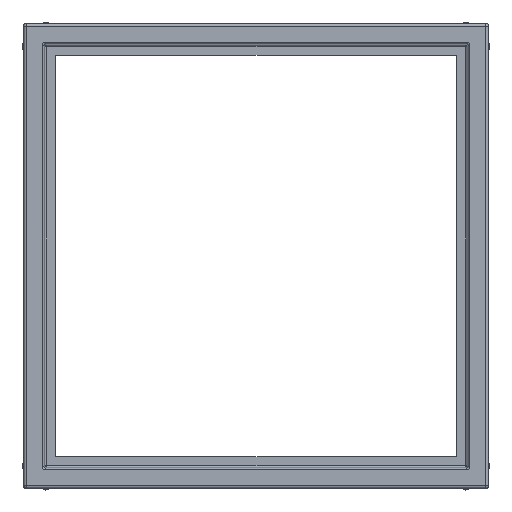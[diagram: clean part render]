
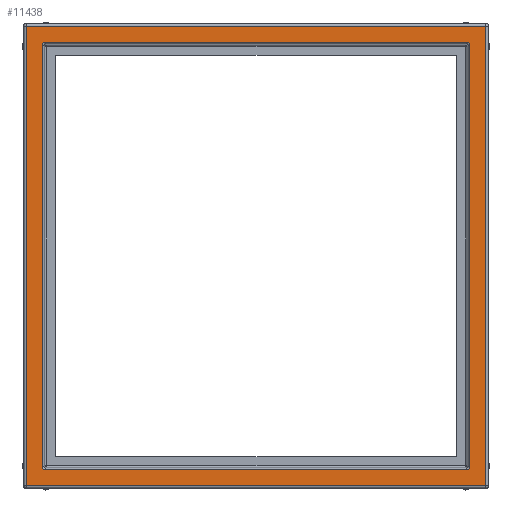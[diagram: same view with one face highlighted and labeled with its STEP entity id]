
A CAD part, top view. The second image highlights one B-rep face of the part: STEP entity #11438.
In plain terms, the highlighted face is planar.
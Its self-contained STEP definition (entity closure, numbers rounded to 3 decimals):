
#285=DIRECTION('',(1.,0.,0.));
#286=VECTOR('',#285,54.881);
#287=CARTESIAN_POINT('',(-27.44,6.2,27.44));
#288=LINE('3260',#287,#286);
#292=DIRECTION('',(0.,0.,1.));
#293=VECTOR('',#292,54.881);
#294=CARTESIAN_POINT('',(-27.44,6.2,-27.44));
#295=LINE('3263',#294,#293);
#299=DIRECTION('',(-1.,0.,0.));
#300=VECTOR('',#299,54.881);
#301=CARTESIAN_POINT('',(27.44,6.2,-27.44));
#302=LINE('3268',#301,#300);
#306=DIRECTION('',(0.,0.,-1.));
#307=VECTOR('',#306,54.881);
#308=CARTESIAN_POINT('',(27.44,6.2,27.44));
#309=LINE('3272',#308,#307);
#313=DIRECTION('',(0.,0.,1.));
#314=VECTOR('',#313,50.301);
#315=CARTESIAN_POINT('',(-25.55,6.2,-25.151));
#316=LINE('4004',#315,#314);
#320=CARTESIAN_POINT('',(-25.151,6.2,25.55));
#321=CARTESIAN_POINT('',(-25.168,6.2,25.55));
#322=CARTESIAN_POINT('',(-25.202,6.2,25.548));
#323=CARTESIAN_POINT('',(-25.254,6.2,25.538));
#324=CARTESIAN_POINT('',(-25.304,6.2,25.521));
#325=CARTESIAN_POINT('',(-25.351,6.2,25.498));
#326=CARTESIAN_POINT('',(-25.395,6.2,25.469));
#327=CARTESIAN_POINT('',(-25.434,6.2,25.434));
#328=CARTESIAN_POINT('',(-25.469,6.2,25.395));
#329=CARTESIAN_POINT('',(-25.498,6.2,25.351));
#330=CARTESIAN_POINT('',(-25.521,6.2,25.304));
#331=CARTESIAN_POINT('',(-25.538,6.2,25.254));
#332=CARTESIAN_POINT('',(-25.548,6.2,25.202));
#333=CARTESIAN_POINT('',(-25.55,6.2,25.168));
#334=CARTESIAN_POINT('',(-25.55,6.2,25.151));
#339=DIRECTION('',(1.,0.,0.));
#340=VECTOR('',#339,50.301);
#341=CARTESIAN_POINT('',(-25.151,6.2,25.55));
#342=LINE('4012',#341,#340);
#346=CARTESIAN_POINT('',(25.55,6.2,25.151));
#347=CARTESIAN_POINT('',(25.55,6.2,25.168));
#348=CARTESIAN_POINT('',(25.548,6.2,25.202));
#349=CARTESIAN_POINT('',(25.538,6.2,25.254));
#350=CARTESIAN_POINT('',(25.521,6.2,25.304));
#351=CARTESIAN_POINT('',(25.498,6.2,25.351));
#352=CARTESIAN_POINT('',(25.469,6.2,25.395));
#353=CARTESIAN_POINT('',(25.434,6.2,25.434));
#354=CARTESIAN_POINT('',(25.395,6.2,25.469));
#355=CARTESIAN_POINT('',(25.351,6.2,25.498));
#356=CARTESIAN_POINT('',(25.304,6.2,25.521));
#357=CARTESIAN_POINT('',(25.254,6.2,25.538));
#358=CARTESIAN_POINT('',(25.202,6.2,25.548));
#359=CARTESIAN_POINT('',(25.168,6.2,25.55));
#360=CARTESIAN_POINT('',(25.151,6.2,25.55));
#365=DIRECTION('',(0.,0.,-1.));
#366=VECTOR('',#365,50.301);
#367=CARTESIAN_POINT('',(25.55,6.2,25.151));
#368=LINE('4010',#367,#366);
#372=CARTESIAN_POINT('',(25.151,6.2,-25.55));
#373=CARTESIAN_POINT('',(25.168,6.2,-25.55));
#374=CARTESIAN_POINT('',(25.202,6.2,-25.548));
#375=CARTESIAN_POINT('',(25.254,6.2,-25.538));
#376=CARTESIAN_POINT('',(25.304,6.2,-25.521));
#377=CARTESIAN_POINT('',(25.351,6.2,-25.498));
#378=CARTESIAN_POINT('',(25.395,6.2,-25.469));
#379=CARTESIAN_POINT('',(25.434,6.2,-25.434));
#380=CARTESIAN_POINT('',(25.469,6.2,-25.395));
#381=CARTESIAN_POINT('',(25.498,6.2,-25.351));
#382=CARTESIAN_POINT('',(25.521,6.2,-25.304));
#383=CARTESIAN_POINT('',(25.538,6.2,-25.254));
#384=CARTESIAN_POINT('',(25.548,6.2,-25.202));
#385=CARTESIAN_POINT('',(25.55,6.2,-25.168));
#386=CARTESIAN_POINT('',(25.55,6.2,-25.151));
#391=DIRECTION('',(-1.,0.,0.));
#392=VECTOR('',#391,50.301);
#393=CARTESIAN_POINT('',(25.151,6.2,-25.55));
#394=LINE('4009',#393,#392);
#398=CARTESIAN_POINT('',(-25.55,6.2,-25.151));
#399=CARTESIAN_POINT('',(-25.55,6.2,-25.168));
#400=CARTESIAN_POINT('',(-25.548,6.2,-25.202));
#401=CARTESIAN_POINT('',(-25.538,6.2,-25.254));
#402=CARTESIAN_POINT('',(-25.521,6.2,-25.304));
#403=CARTESIAN_POINT('',(-25.498,6.2,-25.351));
#404=CARTESIAN_POINT('',(-25.469,6.2,-25.395));
#405=CARTESIAN_POINT('',(-25.434,6.2,-25.434));
#406=CARTESIAN_POINT('',(-25.395,6.2,-25.469));
#407=CARTESIAN_POINT('',(-25.351,6.2,-25.498));
#408=CARTESIAN_POINT('',(-25.304,6.2,-25.521));
#409=CARTESIAN_POINT('',(-25.254,6.2,-25.538));
#410=CARTESIAN_POINT('',(-25.202,6.2,-25.548));
#411=CARTESIAN_POINT('',(-25.168,6.2,-25.55));
#412=CARTESIAN_POINT('',(-25.151,6.2,-25.55));
#10029=CARTESIAN_POINT('',(-27.44,6.2,27.44));
#10030=CARTESIAN_POINT('',(27.44,6.2,27.44));
#10031=VERTEX_POINT('',#10029);
#10032=VERTEX_POINT('',#10030);
#10039=CARTESIAN_POINT('',(-27.44,6.2,-27.44));
#10040=VERTEX_POINT('',#10039);
#10051=CARTESIAN_POINT('',(27.44,6.2,-27.44));
#10052=VERTEX_POINT('',#10051);
#10273=CARTESIAN_POINT('',(-25.55,6.2,-25.151));
#10274=CARTESIAN_POINT('',(-25.55,6.2,25.151));
#10275=VERTEX_POINT('',#10273);
#10276=VERTEX_POINT('',#10274);
#10285=CARTESIAN_POINT('',(25.151,6.2,-25.55));
#10286=CARTESIAN_POINT('',(-25.151,6.2,-25.55));
#10287=VERTEX_POINT('',#10285);
#10288=VERTEX_POINT('',#10286);
#10289=CARTESIAN_POINT('',(25.55,6.2,25.151));
#10290=CARTESIAN_POINT('',(25.55,6.2,-25.151));
#10291=VERTEX_POINT('',#10289);
#10292=VERTEX_POINT('',#10290);
#10297=CARTESIAN_POINT('',(-25.151,6.2,25.55));
#10298=CARTESIAN_POINT('',(25.151,6.2,25.55));
#10299=VERTEX_POINT('',#10297);
#10300=VERTEX_POINT('',#10298);
#11406=CARTESIAN_POINT('',(0.,6.2,0.));
#11407=DIRECTION('',(0.,1.,0.));
#11408=DIRECTION('',(0.,0.,-1.));
#11409=AXIS2_PLACEMENT_3D('',#11406,#11407,#11408);
#11410=PLANE('3165',#11409);
#11412=ORIENTED_EDGE('3260',*,*,#11411,.F.);
#11414=ORIENTED_EDGE('3263',*,*,#11413,.F.);
#11416=ORIENTED_EDGE('3268',*,*,#11415,.F.);
#11418=ORIENTED_EDGE('3272',*,*,#11417,.F.);
#11419=EDGE_LOOP('3165',(#11412,#11414,#11416,#11418));
#11420=FACE_OUTER_BOUND('3165',#11419,.F.);
#11421=ORIENTED_EDGE('4004',*,*,#11396,.T.);
#11423=ORIENTED_EDGE('4016',*,*,#11422,.F.);
#11425=ORIENTED_EDGE('4012',*,*,#11424,.T.);
#11427=ORIENTED_EDGE('4359',*,*,#11426,.F.);
#11429=ORIENTED_EDGE('4010',*,*,#11428,.T.);
#11431=ORIENTED_EDGE('4360',*,*,#11430,.F.);
#11433=ORIENTED_EDGE('4009',*,*,#11432,.T.);
#11435=ORIENTED_EDGE('4361',*,*,#11434,.F.);
#11436=EDGE_LOOP('3165',(#11421,#11423,#11425,#11427,#11429,#11431,#11433,
#11435));
#11437=FACE_BOUND('3165',#11436,.F.);
#11438=ADVANCED_FACE('3165',(#11420,#11437),#11410,.T.);
#335=B_SPLINE_CURVE_WITH_KNOTS('4016',3,(#320,#321,#322,#323,#324,#325,#326,
#327,#328,#329,#330,#331,#332,#333,#334),.UNSPECIFIED.,.F.,.F.,(4,1,1,1,1,1,1,1,
1,1,1,1,4),(0.,0.083,0.167,0.25,0.333,
0.417,0.5,0.583,0.667,0.75,
0.833,0.917,1.),.UNSPECIFIED.);
#361=B_SPLINE_CURVE_WITH_KNOTS('4359',3,(#346,#347,#348,#349,#350,#351,#352,
#353,#354,#355,#356,#357,#358,#359,#360),.UNSPECIFIED.,.F.,.F.,(4,1,1,1,1,1,1,1,
1,1,1,1,4),(0.,0.083,0.167,0.25,0.333,
0.417,0.5,0.583,0.667,0.75,
0.833,0.917,1.),.UNSPECIFIED.);
#387=B_SPLINE_CURVE_WITH_KNOTS('4360',3,(#372,#373,#374,#375,#376,#377,#378,
#379,#380,#381,#382,#383,#384,#385,#386),.UNSPECIFIED.,.F.,.F.,(4,1,1,1,1,1,1,1,
1,1,1,1,4),(0.,0.083,0.167,0.25,0.333,
0.417,0.5,0.583,0.667,0.75,
0.833,0.917,1.),.UNSPECIFIED.);
#413=B_SPLINE_CURVE_WITH_KNOTS('4361',3,(#398,#399,#400,#401,#402,#403,#404,
#405,#406,#407,#408,#409,#410,#411,#412),.UNSPECIFIED.,.F.,.F.,(4,1,1,1,1,1,1,1,
1,1,1,1,4),(0.,0.083,0.167,0.25,0.333,
0.417,0.5,0.583,0.667,0.75,
0.833,0.917,1.),.UNSPECIFIED.);
#11396=EDGE_CURVE('4004',#10275,#10276,#316,.T.);
#11411=EDGE_CURVE('3260',#10031,#10032,#288,.T.);
#11413=EDGE_CURVE('3263',#10040,#10031,#295,.T.);
#11415=EDGE_CURVE('3268',#10052,#10040,#302,.T.);
#11417=EDGE_CURVE('3272',#10032,#10052,#309,.T.);
#11422=EDGE_CURVE('4016',#10299,#10276,#335,.T.);
#11424=EDGE_CURVE('4012',#10299,#10300,#342,.T.);
#11426=EDGE_CURVE('4359',#10291,#10300,#361,.T.);
#11428=EDGE_CURVE('4010',#10291,#10292,#368,.T.);
#11430=EDGE_CURVE('4360',#10287,#10292,#387,.T.);
#11432=EDGE_CURVE('4009',#10287,#10288,#394,.T.);
#11434=EDGE_CURVE('4361',#10275,#10288,#413,.T.);
